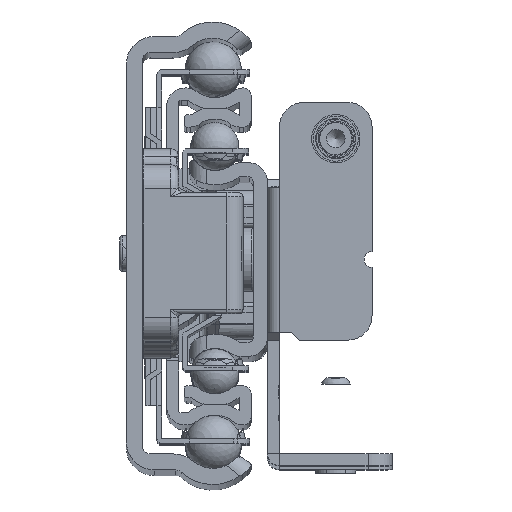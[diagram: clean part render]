
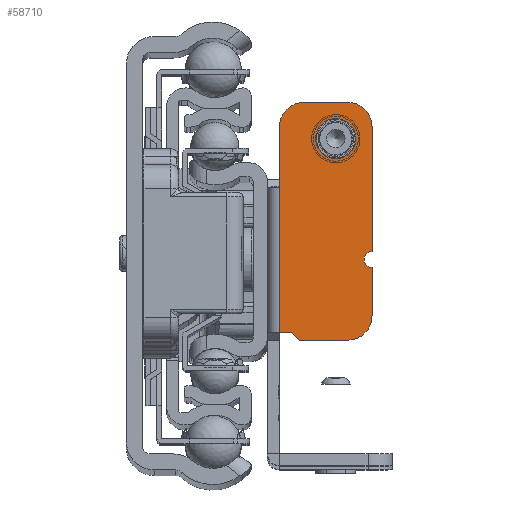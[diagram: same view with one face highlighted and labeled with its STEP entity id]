
A CAD part, top view. The second image highlights one B-rep face of the part: STEP entity #58710.
In plain terms, the highlighted planar face has unit normal (0, 0, 1).
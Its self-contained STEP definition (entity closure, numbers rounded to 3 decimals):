
#2548=FACE_BOUND('',#8259,.T.);
#3036=PLANE('',#62372);
#5152=FACE_OUTER_BOUND('',#8258,.T.);
#8258=EDGE_LOOP('',(#40427,#40428,#40429,#40430,#40431,#40432,#40433,#40434,
#40435,#40436,#40437,#40438));
#8259=EDGE_LOOP('',(#40439));
#11864=LINE('',#86408,#16387);
#11873=LINE('',#86433,#16396);
#11876=LINE('',#86438,#16399);
#11878=LINE('',#86442,#16401);
#11879=LINE('',#86447,#16402);
#11880=LINE('',#86451,#16403);
#11881=LINE('',#86452,#16404);
#11882=LINE('',#86455,#16405);
#16387=VECTOR('',#69764,10.);
#16396=VECTOR('',#69783,10.);
#16399=VECTOR('',#69788,10.);
#16401=VECTOR('',#69792,10.);
#16402=VECTOR('',#69797,10.);
#16403=VECTOR('',#69800,10.);
#16404=VECTOR('',#69801,10.);
#16405=VECTOR('',#69804,10.);
#20444=CIRCLE('',#62360,2.05);
#20445=CIRCLE('',#62362,1.);
#20450=CIRCLE('',#62373,3.);
#20451=CIRCLE('',#62374,3.);
#20452=CIRCLE('',#62375,3.);
#23384=VERTEX_POINT('',#86391);
#23385=VERTEX_POINT('',#86395);
#23386=VERTEX_POINT('',#86396);
#23390=VERTEX_POINT('',#86406);
#23400=VERTEX_POINT('',#86430);
#23401=VERTEX_POINT('',#86432);
#23402=VERTEX_POINT('',#86436);
#23403=VERTEX_POINT('',#86440);
#23404=VERTEX_POINT('',#86444);
#23405=VERTEX_POINT('',#86446);
#23406=VERTEX_POINT('',#86448);
#23407=VERTEX_POINT('',#86450);
#23408=VERTEX_POINT('',#86453);
#29858=EDGE_CURVE('',#23384,#23384,#20444,.T.);
#29859=EDGE_CURVE('',#23385,#23386,#20445,.T.);
#29865=EDGE_CURVE('',#23390,#23385,#11864,.T.);
#29877=EDGE_CURVE('',#23400,#23401,#11873,.T.);
#29880=EDGE_CURVE('',#23402,#23400,#11876,.T.);
#29882=EDGE_CURVE('',#23403,#23402,#11878,.T.);
#29883=EDGE_CURVE('',#23390,#23404,#20450,.T.);
#29884=EDGE_CURVE('',#23405,#23404,#11879,.T.);
#29885=EDGE_CURVE('',#23405,#23406,#20451,.T.);
#29886=EDGE_CURVE('',#23407,#23406,#11880,.T.);
#29887=EDGE_CURVE('',#23401,#23407,#11881,.T.);
#29888=EDGE_CURVE('',#23403,#23408,#20452,.T.);
#29889=EDGE_CURVE('',#23386,#23408,#11882,.T.);
#40427=ORIENTED_EDGE('',*,*,#29859,.F.);
#40428=ORIENTED_EDGE('',*,*,#29865,.F.);
#40429=ORIENTED_EDGE('',*,*,#29883,.T.);
#40430=ORIENTED_EDGE('',*,*,#29884,.F.);
#40431=ORIENTED_EDGE('',*,*,#29885,.T.);
#40432=ORIENTED_EDGE('',*,*,#29886,.F.);
#40433=ORIENTED_EDGE('',*,*,#29887,.F.);
#40434=ORIENTED_EDGE('',*,*,#29877,.F.);
#40435=ORIENTED_EDGE('',*,*,#29880,.F.);
#40436=ORIENTED_EDGE('',*,*,#29882,.F.);
#40437=ORIENTED_EDGE('',*,*,#29888,.T.);
#40438=ORIENTED_EDGE('',*,*,#29889,.F.);
#40439=ORIENTED_EDGE('',*,*,#29858,.F.);
#58710=ADVANCED_FACE('',(#5152,#2548),#3036,.T.);
#62360=AXIS2_PLACEMENT_3D('',#86393,#69750,#69751);
#62362=AXIS2_PLACEMENT_3D('',#86397,#69754,#69755);
#62372=AXIS2_PLACEMENT_3D('',#86443,#69793,#69794);
#62373=AXIS2_PLACEMENT_3D('',#86445,#69795,#69796);
#62374=AXIS2_PLACEMENT_3D('',#86449,#69798,#69799);
#62375=AXIS2_PLACEMENT_3D('',#86454,#69802,#69803);
#69750=DIRECTION('center_axis',(0.,0.,
1.));
#69751=DIRECTION('ref_axis',(-1.,0.,0.));
#69754=DIRECTION('center_axis',(0.,0.,
1.));
#69755=DIRECTION('ref_axis',(0.,-1.,0.));
#69764=DIRECTION('',(0.,-1.,0.));
#69783=DIRECTION('',(-1.,0.,0.));
#69788=DIRECTION('',(-0.707,0.707,0.));
#69792=DIRECTION('',(-1.,0.,0.));
#69793=DIRECTION('center_axis',(0.,0.,
1.));
#69794=DIRECTION('ref_axis',(1.,0.,0.));
#69795=DIRECTION('center_axis',(0.,0.,
1.));
#69796=DIRECTION('ref_axis',(0.707,0.707,0.));
#69797=DIRECTION('',(1.,0.,0.));
#69798=DIRECTION('center_axis',(0.,0.,
1.));
#69799=DIRECTION('ref_axis',(-0.707,0.707,0.));
#69800=DIRECTION('',(0.,1.,0.));
#69801=DIRECTION('',(0.,1.,0.));
#69802=DIRECTION('center_axis',(0.,0.,
1.));
#69803=DIRECTION('ref_axis',(0.707,-0.707,0.));
#69804=DIRECTION('',(0.,-1.,0.));
#86391=CARTESIAN_POINT('',(17.3,15.,-250.5));
#86393=CARTESIAN_POINT('Origin',(15.25,15.,-250.5));
#86395=CARTESIAN_POINT('',(19.75,1.,-250.5));
#86396=CARTESIAN_POINT('',(19.75,-1.,-250.5));
#86397=CARTESIAN_POINT('Origin',(19.75,0.,-250.5));
#86406=CARTESIAN_POINT('',(19.75,16.5,-250.5));
#86408=CARTESIAN_POINT('',(19.75,19.5,-250.5));
#86430=CARTESIAN_POINT('',(9.75,-9.,-250.5));
#86432=CARTESIAN_POINT('',(8.25,-9.,-250.5));
#86433=CARTESIAN_POINT('',(10.866,-9.,-250.5));
#86436=CARTESIAN_POINT('',(10.75,-10.,-250.5));
#86438=CARTESIAN_POINT('',(8.433,-7.683,-250.5));
#86440=CARTESIAN_POINT('',(16.75,-10.,-250.5));
#86442=CARTESIAN_POINT('',(19.75,-10.,-250.5));
#86443=CARTESIAN_POINT('Origin',(13.482,0.,
-250.5));
#86444=CARTESIAN_POINT('',(16.75,19.5,-250.5));
#86445=CARTESIAN_POINT('Origin',(16.75,16.5,-250.5));
#86446=CARTESIAN_POINT('',(11.25,19.5,-250.5));
#86447=CARTESIAN_POINT('',(8.25,19.5,-250.5));
#86448=CARTESIAN_POINT('',(8.25,16.5,-250.5));
#86449=CARTESIAN_POINT('Origin',(11.25,16.5,-250.5));
#86450=CARTESIAN_POINT('',(8.25,9.,-250.5));
#86451=CARTESIAN_POINT('',(8.25,9.,-250.5));
#86452=CARTESIAN_POINT('',(8.25,0.,-250.5));
#86453=CARTESIAN_POINT('',(19.75,-7.,-250.5));
#86454=CARTESIAN_POINT('Origin',(16.75,-7.,-250.5));
#86455=CARTESIAN_POINT('',(19.75,19.5,-250.5));
